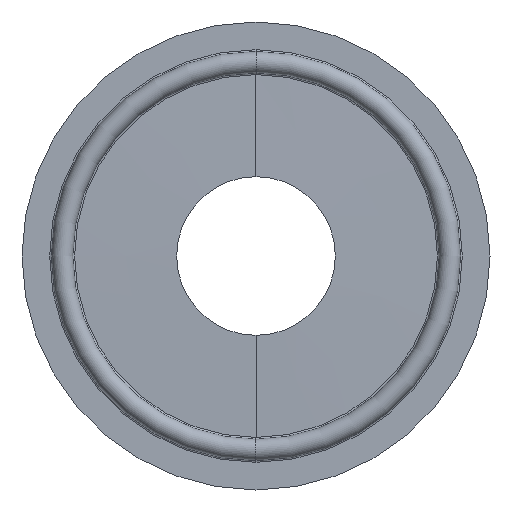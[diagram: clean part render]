
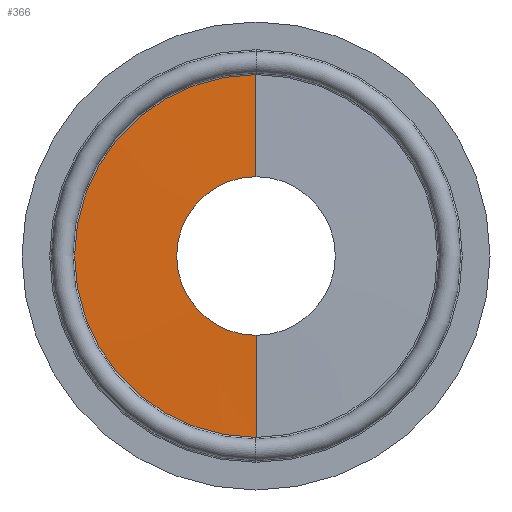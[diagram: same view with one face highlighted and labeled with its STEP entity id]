
A CAD part, left-side view. The second image highlights one B-rep face of the part: STEP entity #366.
In plain terms, the highlighted conical face has half-angle 89 degrees and reference radius 20.346 mm.
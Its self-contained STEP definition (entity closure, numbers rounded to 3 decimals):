
#9 = EDGE_CURVE ( 'NONE', #428, #405, #412, .T. ) ;
#13 = CARTESIAN_POINT ( 'NONE',  ( -0.85, 0., 0. ) ) ;
#29 = LINE ( 'NONE', #295, #525 ) ;
#64 = LINE ( 'NONE', #547, #671 ) ;
#77 = VERTEX_POINT ( 'NONE', #173 ) ;
#86 = AXIS2_PLACEMENT_3D ( 'NONE', #674, #468, #242 ) ;
#164 = FACE_OUTER_BOUND ( 'NONE', #700, .T. ) ;
#173 = CARTESIAN_POINT ( 'NONE',  ( -1.05, 0., -8.9 ) ) ;
#205 = DIRECTION ( 'NONE',  ( 0., 0., 1. ) ) ;
#208 = CONICAL_SURFACE ( 'NONE', #662, 20.347, 1.553 ) ;
#242 = DIRECTION ( 'NONE',  ( 0., 0., 1. ) ) ;
#276 = CARTESIAN_POINT ( 'NONE',  ( -1.05, 0., 0. ) ) ;
#295 = CARTESIAN_POINT ( 'NONE',  ( -0.85, 0., 20.347 ) ) ;
#302 = ORIENTED_EDGE ( 'NONE', *, *, #770, .T. ) ;
#308 = AXIS2_PLACEMENT_3D ( 'NONE', #276, #492, #205 ) ;
#366 = ADVANCED_FACE ( 'NONE', ( #164 ), #208, .T. ) ;
#398 = CARTESIAN_POINT ( 'NONE',  ( -1.05, 0., 8.9 ) ) ;
#405 = VERTEX_POINT ( 'NONE', #793 ) ;
#412 = CIRCLE ( 'NONE', #86, 20.347 ) ;
#423 = DIRECTION ( 'NONE',  ( 0.017, 0., -1. ) ) ;
#428 = VERTEX_POINT ( 'NONE', #727 ) ;
#468 = DIRECTION ( 'NONE',  ( -1., 0., 0. ) ) ;
#492 = DIRECTION ( 'NONE',  ( -1., 0., 0. ) ) ;
#525 = VECTOR ( 'NONE', #650, 1000. ) ;
#547 = CARTESIAN_POINT ( 'NONE',  ( -0.85, 0., -20.347 ) ) ;
#561 = VERTEX_POINT ( 'NONE', #398 ) ;
#614 = EDGE_CURVE ( 'NONE', #561, #77, #687, .T. ) ;
#619 = ORIENTED_EDGE ( 'NONE', *, *, #614, .F. ) ;
#646 = ORIENTED_EDGE ( 'NONE', *, *, #734, .F. ) ;
#649 = ORIENTED_EDGE ( 'NONE', *, *, #9, .T. ) ;
#650 = DIRECTION ( 'NONE',  ( 0.017, 0., 1. ) ) ;
#662 = AXIS2_PLACEMENT_3D ( 'NONE', #13, #851, #797 ) ;
#671 = VECTOR ( 'NONE', #423, 1000. ) ;
#674 = CARTESIAN_POINT ( 'NONE',  ( -0.85, 0., 0. ) ) ;
#687 = CIRCLE ( 'NONE', #308, 8.9 ) ;
#700 = EDGE_LOOP ( 'NONE', ( #619, #302, #649, #646 ) ) ;
#727 = CARTESIAN_POINT ( 'NONE',  ( -0.85, 0., 20.347 ) ) ;
#734 = EDGE_CURVE ( 'NONE', #77, #405, #64, .T. ) ;
#770 = EDGE_CURVE ( 'NONE', #561, #428, #29, .T. ) ;
#793 = CARTESIAN_POINT ( 'NONE',  ( -0.85, 0., -20.347 ) ) ;
#797 = DIRECTION ( 'NONE',  ( 0., 0., -1. ) ) ;
#851 = DIRECTION ( 'NONE',  ( 1., 0., 0. ) ) ;
